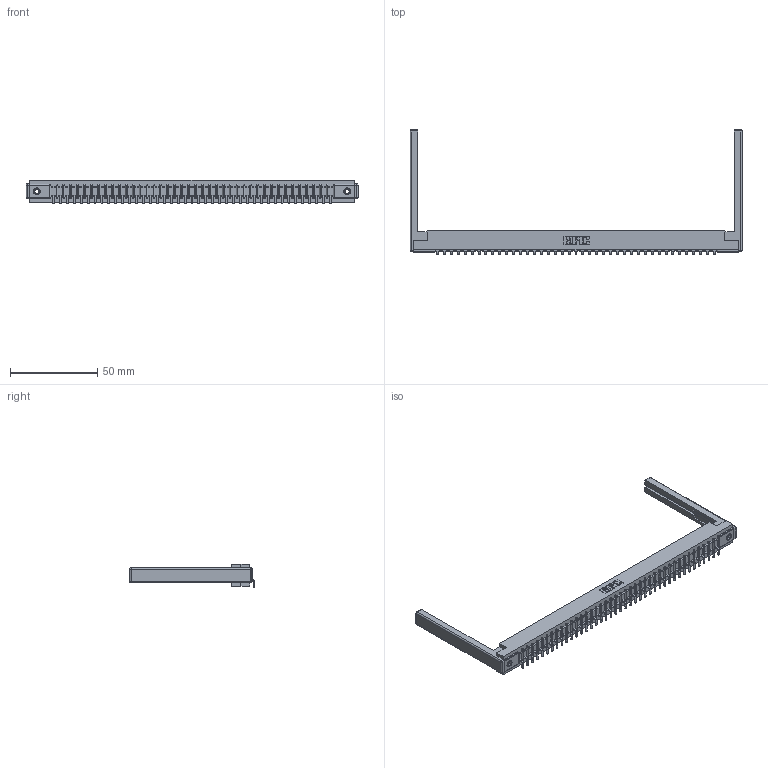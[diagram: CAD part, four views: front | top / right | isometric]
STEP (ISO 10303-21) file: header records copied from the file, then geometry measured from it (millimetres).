
FILE_DESCRIPTION (( 'STEP AP203' ), '1' );
FILE_NAME ('357-041-553-168.STEP', '2019-09-17T09:51:21', ( '' ), ( '' ), 'SwSTEP 2.0', 'SolidWorks 2016', '' );
FILE_SCHEMA (( 'CONFIG_CONTROL_DESIGN' ));
Length unit declared in the file: inch
Products named in the file (5): 307-290-002_553; 345-250-001_345-250-001-102; 357-041-553-168; 307 Part_.156 Dia Mounting Holes; 307-220-068
Assembly tree (46 placements, depth 2):
  357-041-553-168
    307 Part_.156 Dia Mounting Holes
    307-290-002_553  x41
    307-220-068  x2
    345-250-001_345-250-001-102  x2
Bounding box: 189.89 x 71.29 x 13.5 mm (x, y, z)
Volume: 24690.6 mm3; surface area: 29473.1 mm2
Topology: 46 solids, 46 shells, 3512 faces, 10717 edges, 7010 vertices
Faces by surface type: plane 2085, cylinder 1319, sphere 92, cone 12, torus 4
Entity records: 38885 total; most frequent: CARTESIAN_POINT 6525, ORIENTED_EDGE 6504, DIRECTION 6358, EDGE_CURVE 3252, VECTOR 2488, LINE 2488, VERTEX_POINT 2102, AXIS2_PLACEMENT_3D 1935
